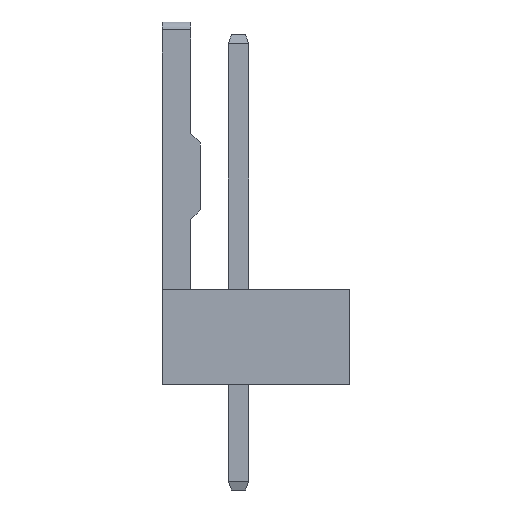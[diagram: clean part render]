
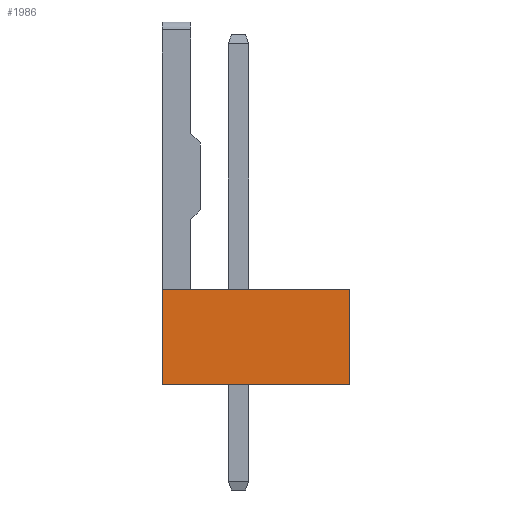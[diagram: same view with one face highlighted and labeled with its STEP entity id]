
A CAD part, left-side view. The second image highlights one B-rep face of the part: STEP entity #1986.
In plain terms, the highlighted planar face has unit normal (-1, 0, 0).
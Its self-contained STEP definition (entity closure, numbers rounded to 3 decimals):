
#109=FACE_OUTER_BOUND('',#219,.T.);
#219=EDGE_LOOP('',(#1480,#1481,#1482,#1483));
#388=LINE('',#3021,#642);
#394=LINE('',#3035,#648);
#400=LINE('',#3045,#654);
#413=LINE('',#3072,#667);
#642=VECTOR('',#2497,1000.);
#648=VECTOR('',#2509,1000.);
#654=VECTOR('',#2517,1000.);
#667=VECTOR('',#2542,1000.);
#860=VERTEX_POINT('',#3018);
#861=VERTEX_POINT('',#3020);
#865=VERTEX_POINT('',#3032);
#866=VERTEX_POINT('',#3034);
#1063=EDGE_CURVE('',#860,#861,#388,.T.);
#1070=EDGE_CURVE('',#866,#865,#394,.T.);
#1076=EDGE_CURVE('',#865,#861,#400,.T.);
#1089=EDGE_CURVE('',#860,#866,#413,.T.);
#1480=ORIENTED_EDGE('',*,*,#1076,.T.);
#1481=ORIENTED_EDGE('',*,*,#1063,.F.);
#1482=ORIENTED_EDGE('',*,*,#1089,.T.);
#1483=ORIENTED_EDGE('',*,*,#1070,.T.);
#1771=PLANE('',#2223);
#1986=ADVANCED_FACE('',(#109),#1771,.T.);
#2223=AXIS2_PLACEMENT_3D('',#3073,#2543,#2544);
#2497=DIRECTION('',(0.,0.,1.));
#2509=DIRECTION('',(0.,0.,1.));
#2517=DIRECTION('',(0.,1.,0.));
#2542=DIRECTION('',(0.,-1.,0.));
#2543=DIRECTION('center_axis',(-1.,0.,0.));
#2544=DIRECTION('ref_axis',(0.,0.,1.));
#3018=CARTESIAN_POINT('',(-1.27,2.4,0.));
#3020=CARTESIAN_POINT('',(-1.27,2.4,3.));
#3021=CARTESIAN_POINT('',(-1.27,2.4,0.));
#3032=CARTESIAN_POINT('',(-1.27,-3.5,3.));
#3034=CARTESIAN_POINT('',(-1.27,-3.5,0.));
#3035=CARTESIAN_POINT('',(-1.27,-3.5,0.));
#3045=CARTESIAN_POINT('',(-1.27,2.4,3.));
#3072=CARTESIAN_POINT('',(-1.27,2.4,0.));
#3073=CARTESIAN_POINT('Origin',(-1.27,2.4,0.));
